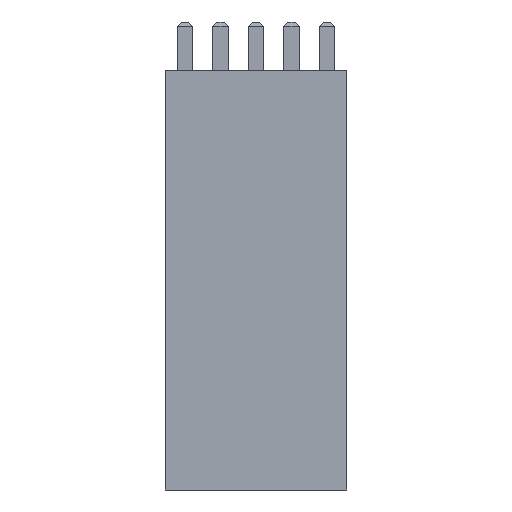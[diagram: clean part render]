
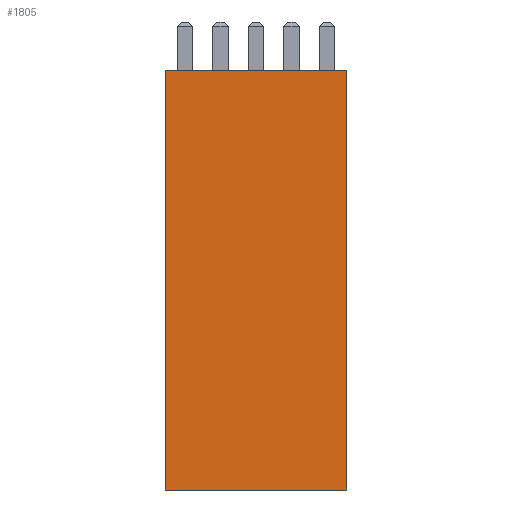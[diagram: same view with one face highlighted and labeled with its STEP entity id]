
A CAD part, left-side view. The second image highlights one B-rep face of the part: STEP entity #1805.
In plain terms, the highlighted planar face has unit normal (-1, 0, 0).
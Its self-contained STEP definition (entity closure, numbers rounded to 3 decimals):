
#159 = ORIENTED_EDGE ( 'NONE', *, *, #2396, .T. ) ;
#160 = ORIENTED_EDGE ( 'NONE', *, *, #2397, .F. ) ;
#161 = ORIENTED_EDGE ( 'NONE', *, *, #754, .F. ) ;
#162 = ORIENTED_EDGE ( 'NONE', *, *, #2374, .T. ) ;
#567 = VERTEX_POINT ( 'NONE', #5016 ) ;
#754 = EDGE_CURVE ( 'NONE', #2990, #2994, #4539, .T. ) ;
#1275 = CARTESIAN_POINT ( 'NONE',  ( -6.5, -6.5, 30. ) ) ;
#1283 = FACE_OUTER_BOUND ( 'NONE', #2755, .T. ) ;
#1284 = PLANE ( 'NONE',  #6187 ) ;
#1286 = DIRECTION ( 'NONE',  ( 1., 0., 0. ) ) ;
#1287 = DIRECTION ( 'NONE',  ( 0., 0., -1. ) ) ;
#1585 = VECTOR ( 'NONE', #3987, 1000. ) ;
#1607 = VECTOR ( 'NONE', #4052, 1000. ) ;
#1609 = VECTOR ( 'NONE', #4055, 1000. ) ;
#1805 = ADVANCED_FACE ( 'NONE', ( #1283 ), #1284, .F. ) ;
#2374 = EDGE_CURVE ( 'NONE', #2990, #567, #3984, .T. ) ;
#2396 = EDGE_CURVE ( 'NONE', #567, #2979, #4042, .T. ) ;
#2397 = EDGE_CURVE ( 'NONE', #2994, #2979, #4053, .T. ) ;
#2755 = EDGE_LOOP ( 'NONE', ( #159, #160, #161, #162 ) ) ;
#2979 = VERTEX_POINT ( 'NONE', #4336 ) ;
#2990 = VERTEX_POINT ( 'NONE', #4347 ) ;
#2994 = VERTEX_POINT ( 'NONE', #4351 ) ;
#3984 = LINE ( 'NONE', #3986, #1585 ) ;
#3986 = CARTESIAN_POINT ( 'NONE',  ( -6.5, 6.5, 30. ) ) ;
#3987 = DIRECTION ( 'NONE',  ( 0., 0., -1. ) ) ;
#3989 = CARTESIAN_POINT ( 'NONE',  ( -6.5, -6.5, 0. ) ) ;
#4042 = LINE ( 'NONE', #3989, #1607 ) ;
#4052 = DIRECTION ( 'NONE',  ( 0., -1., 0. ) ) ;
#4053 = LINE ( 'NONE', #4054, #1609 ) ;
#4054 = CARTESIAN_POINT ( 'NONE',  ( -6.5, -6.5, 30. ) ) ;
#4055 = DIRECTION ( 'NONE',  ( 0., 0., -1. ) ) ;
#4336 = CARTESIAN_POINT ( 'NONE',  ( -6.5, -6.5, 0. ) ) ;
#4347 = CARTESIAN_POINT ( 'NONE',  ( -6.5, 6.5, 30. ) ) ;
#4351 = CARTESIAN_POINT ( 'NONE',  ( -6.5, -6.5, 30. ) ) ;
#4539 = LINE ( 'NONE', #4557, #4878 ) ;
#4557 = CARTESIAN_POINT ( 'NONE',  ( -6.5, -6.5, 30. ) ) ;
#4561 = DIRECTION ( 'NONE',  ( 0., -1., 0. ) ) ;
#4878 = VECTOR ( 'NONE', #4561, 1000. ) ;
#5016 = CARTESIAN_POINT ( 'NONE',  ( -6.5, 6.5, 0. ) ) ;
#6187 = AXIS2_PLACEMENT_3D ( 'NONE', #1275, #1286, #1287 ) ;
